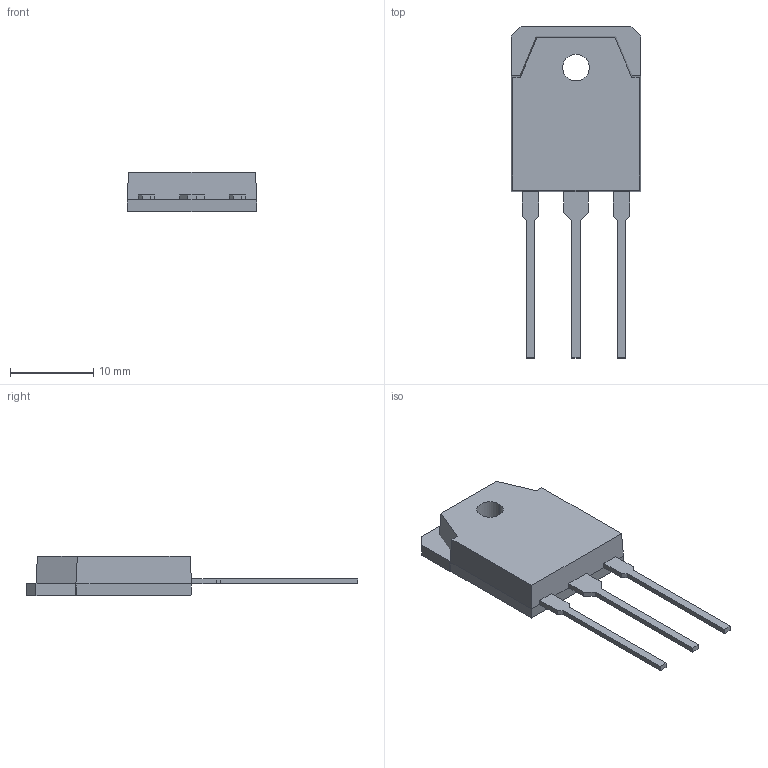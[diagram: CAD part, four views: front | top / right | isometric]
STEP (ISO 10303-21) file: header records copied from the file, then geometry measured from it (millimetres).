
FILE_DESCRIPTION (( 'STEP AP214' ), '1' );
FILE_NAME ('0CBB8C23-FCBA-43F8-959A-DCF082A1B1AA.STEP', '2024-01-18T10:30:18', ( '' ), ( '' ), 'SwSTEP 2.0', 'SolidWorks 2022', '' );
FILE_SCHEMA (( 'AUTOMOTIVE_DESIGN' ));
Length unit declared in the file: millimetre
Products named in the file (1): 0CBB8C23-FCBA-43F8-959A-DCF082A1B1AA
Bounding box: 15.6 x 39.9 x 4.71 mm (x, y, z)
Volume: 1382.7 mm3; surface area: 1912 mm2
Topology: 7 solids, 7 shells, 72 faces, 174 edges, 116 vertices
Faces by surface type: plane 64, cylinder 8
Entity records: 2966 total; most frequent: CARTESIAN_POINT 363, ORIENTED_EDGE 348, DIRECTION 336, EDGE_CURVE 174, VECTOR 158, LINE 158, VERTEX_POINT 116, AXIS2_PLACEMENT_3D 89
